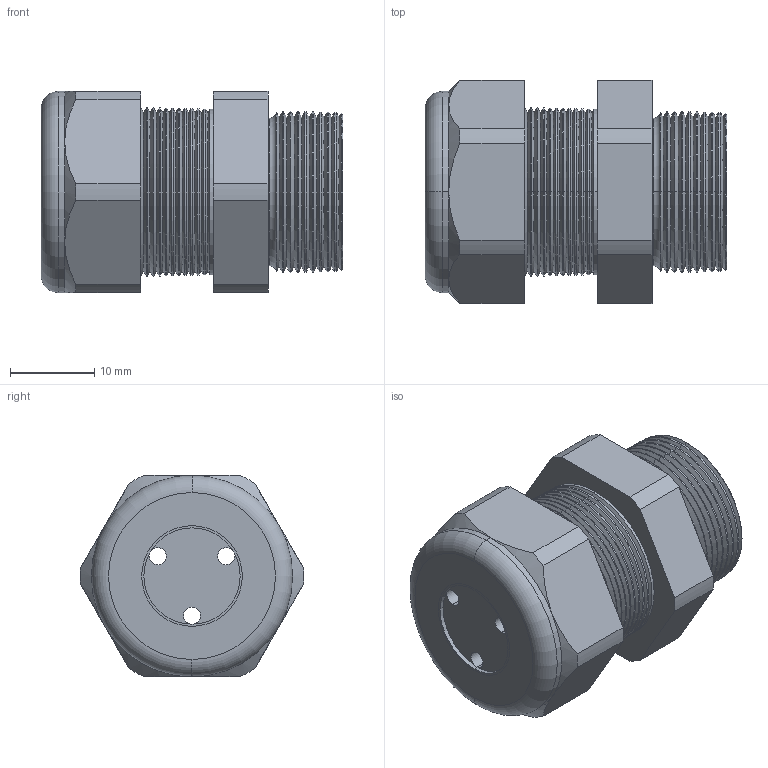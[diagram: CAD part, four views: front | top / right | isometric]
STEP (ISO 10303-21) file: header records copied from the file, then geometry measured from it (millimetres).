
FILE_DESCRIPTION (( 'STEP AP203' ), '1' );
FILE_NAME ('CD20M1-BK.STEP', '2008-11-06T09:34:07', ( 'bay06' ), ( '' ), 'SwSTEP 2.0', 'SolidWorks 2007', '' );
FILE_SCHEMA (( 'CONFIG_CONTROL_DESIGN' ));
Length unit declared in the file: inch
Products named in the file (1): CD20M1-BK
Bounding box: 35.81 x 26.49 x 23.88 mm (x, y, z)
Volume: 9537.4 mm3; surface area: 6376.7 mm2
Topology: 2 solids, 2 shells, 180 faces, 384 edges, 212 vertices
Faces by surface type: cone 128, cylinder 26, plane 20, torus 6
Entity records: 4923 total; most frequent: DIRECTION 928, CARTESIAN_POINT 865, ORIENTED_EDGE 768, EDGE_CURVE 384, AXIS2_PLACEMENT_3D 375, VERTEX_POINT 212, CIRCLE 194, EDGE_LOOP 192
